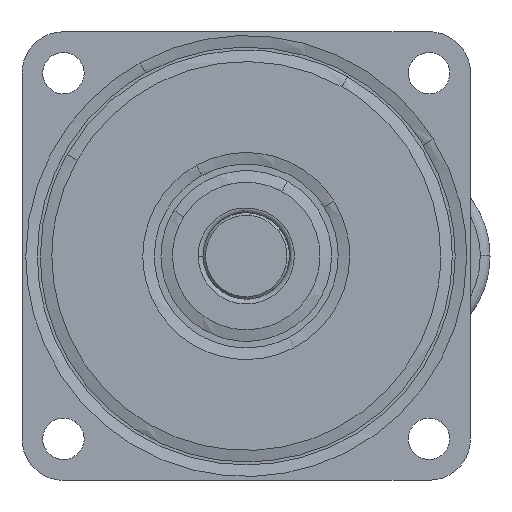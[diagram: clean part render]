
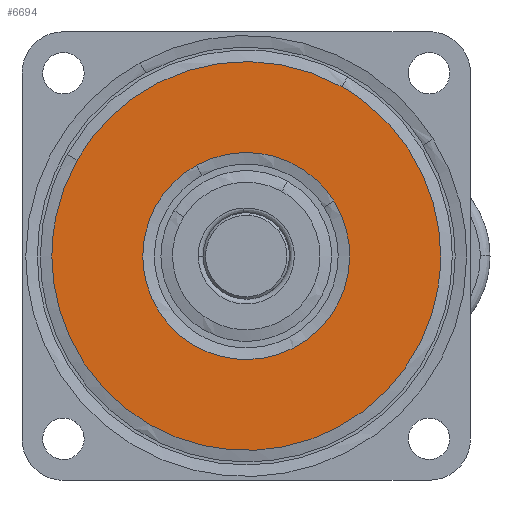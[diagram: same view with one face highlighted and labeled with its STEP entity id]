
A CAD part, top view. The second image highlights one B-rep face of the part: STEP entity #6694.
In plain terms, the highlighted free-form (B-spline) face has degree [1, 1] with [2, 2] control points.
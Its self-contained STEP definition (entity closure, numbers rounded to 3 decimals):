
#4855=CARTESIAN_POINT('',(-10.225,18.599,0.));
#4856=VERTEX_POINT('',#4855);
#4870=CARTESIAN_POINT('',(-21.225,0.0,0.0));
#4871=VERTEX_POINT('',#4870);
#4872=CARTESIAN_POINT('',(-21.225,0.0,0.0));
#4873=CARTESIAN_POINT('',(-21.225,12.552,0.0));
#4874=CARTESIAN_POINT('',(-10.225,18.599,0.));
#4882=(BOUNDED_CURVE()B_SPLINE_CURVE(2,(#4872,#4873,#4874),.UNSPECIFIED.,.F.,.U.)B_SPLINE_CURVE_WITH_KNOTS((3,3),(0.0,0.168),.UNSPECIFIED.)CURVE()GEOMETRIC_REPRESENTATION_ITEM()RATIONAL_B_SPLINE_CURVE((1.0,0.803,0.871))REPRESENTATION_ITEM(''));
#4883=EDGE_CURVE('',#4871,#4856,#4882,.T.);
#4885=CARTESIAN_POINT('',(21.225,0.0,0.0));
#4886=VERTEX_POINT('',#4885);
#4887=CARTESIAN_POINT('',(21.225,0.0,0.0));
#4888=CARTESIAN_POINT('',(21.225,-21.225,0.0));
#4889=CARTESIAN_POINT('',(0.0,-21.225,0.0));
#4890=CARTESIAN_POINT('',(-21.225,-21.225,0.0));
#4891=CARTESIAN_POINT('',(-21.225,0.0,0.0));
#4899=(BOUNDED_CURVE()B_SPLINE_CURVE(2,(#4887,#4888,#4889,#4890,#4891),.UNSPECIFIED.,.F.,.U.)B_SPLINE_CURVE_WITH_KNOTS((3,2,3),(0.5,0.75,1.0),.UNSPECIFIED.)CURVE()GEOMETRIC_REPRESENTATION_ITEM()RATIONAL_B_SPLINE_CURVE((1.0,0.707,1.0,0.707,1.0))REPRESENTATION_ITEM(''));
#4900=EDGE_CURVE('',#4886,#4871,#4899,.T.);
#4902=CARTESIAN_POINT('',(17.984,11.272,0.));
#4903=VERTEX_POINT('',#4902);
#4904=CARTESIAN_POINT('',(17.984,11.272,0.));
#4905=CARTESIAN_POINT('',(21.225,6.102,0.0));
#4906=CARTESIAN_POINT('',(21.225,0.0,0.0));
#4914=(BOUNDED_CURVE()B_SPLINE_CURVE(2,(#4904,#4905,#4906),.UNSPECIFIED.,.F.,.U.)B_SPLINE_CURVE_WITH_KNOTS((3,3),(0.409,0.5),.UNSPECIFIED.)CURVE()GEOMETRIC_REPRESENTATION_ITEM()RATIONAL_B_SPLINE_CURVE((0.864,0.894,1.0))REPRESENTATION_ITEM(''));
#4915=EDGE_CURVE('',#4903,#4886,#4914,.T.);
#4966=CARTESIAN_POINT('',(-10.225,18.599,0.));
#4967=CARTESIAN_POINT('',(-5.45,21.225,0.0));
#4968=CARTESIAN_POINT('',(0.0,21.225,0.0));
#4969=CARTESIAN_POINT('',(11.746,21.225,0.0));
#4970=CARTESIAN_POINT('',(17.984,11.272,0.));
#4978=(BOUNDED_CURVE()B_SPLINE_CURVE(2,(#4966,#4967,#4968,#4969,#4970),.UNSPECIFIED.,.F.,.U.)B_SPLINE_CURVE_WITH_KNOTS((3,2,3),(0.168,0.25,0.409),.UNSPECIFIED.)CURVE()GEOMETRIC_REPRESENTATION_ITEM()RATIONAL_B_SPLINE_CURVE((0.871,0.904,1.0,0.814,0.864))REPRESENTATION_ITEM(''));
#4979=EDGE_CURVE('',#4856,#4903,#4978,.T.);
#5491=CARTESIAN_POINT('',(19.648,34.699,0.));
#5492=VERTEX_POINT('',#5491);
#5506=CARTESIAN_POINT('',(39.875,0.0,0.0));
#5507=VERTEX_POINT('',#5506);
#5508=CARTESIAN_POINT('',(39.875,0.0,0.0));
#5509=CARTESIAN_POINT('',(39.875,23.245,0.0));
#5510=CARTESIAN_POINT('',(19.648,34.699,0.));
#5518=(BOUNDED_CURVE()B_SPLINE_CURVE(2,(#5508,#5509,#5510),.UNSPECIFIED.,.F.,.U.)B_SPLINE_CURVE_WITH_KNOTS((3,3),(0.5,0.666),.UNSPECIFIED.)CURVE()GEOMETRIC_REPRESENTATION_ITEM()RATIONAL_B_SPLINE_CURVE((1.0,0.805,0.869))REPRESENTATION_ITEM(''));
#5519=EDGE_CURVE('',#5507,#5492,#5518,.T.);
#5521=CARTESIAN_POINT('',(-39.875,0.0,0.0));
#5522=VERTEX_POINT('',#5521);
#5523=CARTESIAN_POINT('',(-39.875,0.0,0.0));
#5524=CARTESIAN_POINT('',(-39.875,-39.875,0.0));
#5525=CARTESIAN_POINT('',(0.0,-39.875,0.0));
#5526=CARTESIAN_POINT('',(39.875,-39.875,0.0));
#5527=CARTESIAN_POINT('',(39.875,0.0,0.0));
#5535=(BOUNDED_CURVE()B_SPLINE_CURVE(2,(#5523,#5524,#5525,#5526,#5527),.UNSPECIFIED.,.F.,.U.)B_SPLINE_CURVE_WITH_KNOTS((3,2,3),(0.0,0.25,0.5),.UNSPECIFIED.)CURVE()GEOMETRIC_REPRESENTATION_ITEM()RATIONAL_B_SPLINE_CURVE((1.0,0.707,1.0,0.707,1.0))REPRESENTATION_ITEM(''));
#5536=EDGE_CURVE('',#5522,#5507,#5535,.T.);
#5538=CARTESIAN_POINT('',(-34.699,19.648,0.));
#5539=VERTEX_POINT('',#5538);
#5540=CARTESIAN_POINT('',(-34.699,19.648,0.));
#5541=CARTESIAN_POINT('',(-39.875,10.506,0.0));
#5542=CARTESIAN_POINT('',(-39.875,0.0,0.0));
#5550=(BOUNDED_CURVE()B_SPLINE_CURVE(2,(#5540,#5541,#5542),.UNSPECIFIED.,.F.,.U.)B_SPLINE_CURVE_WITH_KNOTS((3,3),(0.916,1.0),.UNSPECIFIED.)CURVE()GEOMETRIC_REPRESENTATION_ITEM()RATIONAL_B_SPLINE_CURVE((0.869,0.902,1.0))REPRESENTATION_ITEM(''));
#5551=EDGE_CURVE('',#5539,#5522,#5550,.T.);
#5602=CARTESIAN_POINT('',(19.648,34.699,0.));
#5603=CARTESIAN_POINT('',(10.506,39.875,0.0));
#5604=CARTESIAN_POINT('',(0.0,39.875,0.0));
#5605=CARTESIAN_POINT('',(-23.245,39.875,0.0));
#5606=CARTESIAN_POINT('',(-34.699,19.648,0.));
#5614=(BOUNDED_CURVE()B_SPLINE_CURVE(2,(#5602,#5603,#5604,#5605,#5606),.UNSPECIFIED.,.F.,.U.)B_SPLINE_CURVE_WITH_KNOTS((3,2,3),(0.666,0.75,0.916),.UNSPECIFIED.)CURVE()GEOMETRIC_REPRESENTATION_ITEM()RATIONAL_B_SPLINE_CURVE((0.869,0.902,1.0,0.805,0.869))REPRESENTATION_ITEM(''));
#5615=EDGE_CURVE('',#5492,#5539,#5614,.T.);
#6677=CARTESIAN_POINT('',(-43.859,43.857,0.0));
#6678=CARTESIAN_POINT('',(43.859,43.857,0.0));
#6679=CARTESIAN_POINT('',(-43.859,-43.859,0.0));
#6680=CARTESIAN_POINT('',(43.859,-43.859,0.0));
#6681=B_SPLINE_SURFACE_WITH_KNOTS('',1,1,((#6677,#6679),(#6678,#6680)),.UNSPECIFIED.,.F.,.F.,.U.,(2,2),(2,2),(0.0,87.717),(0.0,87.716),.UNSPECIFIED.);
#6682=ORIENTED_EDGE('',*,*,#5536,.T.);
#6683=ORIENTED_EDGE('',*,*,#5519,.T.);
#6684=ORIENTED_EDGE('',*,*,#5615,.T.);
#6685=ORIENTED_EDGE('',*,*,#5551,.T.);
#6686=EDGE_LOOP('',(#6682,#6683,#6684,#6685));
#6687=FACE_OUTER_BOUND('',#6686,.T.);
#6688=ORIENTED_EDGE('',*,*,#4900,.T.);
#6689=ORIENTED_EDGE('',*,*,#4883,.T.);
#6690=ORIENTED_EDGE('',*,*,#4979,.T.);
#6691=ORIENTED_EDGE('',*,*,#4915,.T.);
#6692=EDGE_LOOP('',(#6688,#6689,#6690,#6691));
#6693=FACE_BOUND('',#6692,.T.);
#6694=ADVANCED_FACE('',(#6687,#6693),#6681,.F.);
